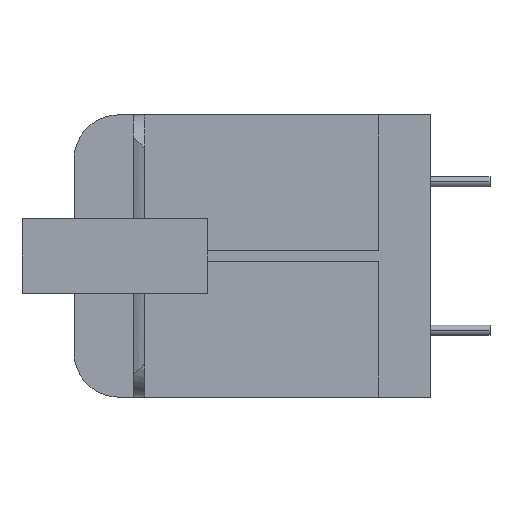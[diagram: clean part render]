
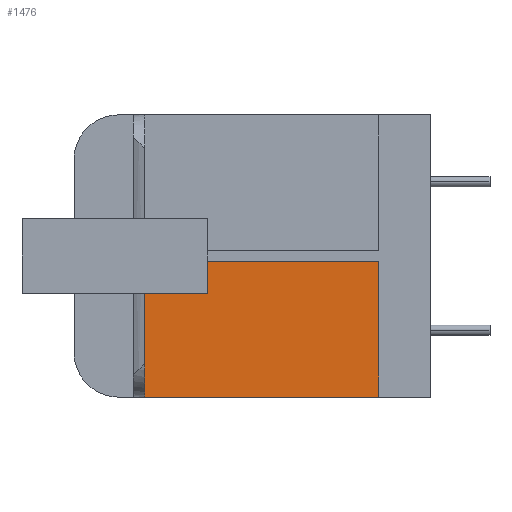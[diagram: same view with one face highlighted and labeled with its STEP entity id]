
A CAD part, left-side view. The second image highlights one B-rep face of the part: STEP entity #1476.
In plain terms, the highlighted planar face has unit normal (-1, 0, 0).
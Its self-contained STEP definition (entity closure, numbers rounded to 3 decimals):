
#200=DIRECTION('',(0.,0.,1.));
#201=VECTOR('',#200,9.15);
#202=CARTESIAN_POINT('',(-6.5,7.236,-9.5));
#203=LINE('',#202,#201);
#204=DIRECTION('',(0.,-1.,0.));
#205=VECTOR('',#204,15.736);
#206=CARTESIAN_POINT('',(-6.5,7.236,-0.35));
#207=LINE('',#206,#205);
#220=DIRECTION('',(0.,-1.,0.));
#221=VECTOR('',#220,15.736);
#222=CARTESIAN_POINT('',(-6.5,7.236,-9.5));
#223=LINE('',#222,#221);
#284=DIRECTION('',(0.,0.,1.));
#285=VECTOR('',#284,9.15);
#286=CARTESIAN_POINT('',(-6.5,-8.5,-9.5));
#287=LINE('',#286,#285);
#885=CARTESIAN_POINT('',(-6.5,-8.5,-9.5));
#887=VERTEX_POINT('',#885);
#921=CARTESIAN_POINT('',(-6.5,7.236,-0.35));
#922=CARTESIAN_POINT('',(-6.5,-8.5,-0.35));
#923=VERTEX_POINT('',#921);
#924=VERTEX_POINT('',#922);
#946=CARTESIAN_POINT('',(-6.5,7.236,-9.5));
#948=VERTEX_POINT('',#946);
#1463=CARTESIAN_POINT('',(-6.5,7.236,-9.5));
#1464=DIRECTION('',(-1.,0.,0.));
#1465=DIRECTION('',(0.,-1.,0.));
#1466=AXIS2_PLACEMENT_3D('',#1463,#1464,#1465);
#1467=PLANE('',#1466);
#1469=ORIENTED_EDGE('',*,*,#1468,.F.);
#1470=ORIENTED_EDGE('',*,*,#1438,.T.);
#1471=ORIENTED_EDGE('',*,*,#1358,.T.);
#1473=ORIENTED_EDGE('',*,*,#1472,.F.);
#1474=EDGE_LOOP('',(#1469,#1470,#1471,#1473));
#1475=FACE_OUTER_BOUND('',#1474,.F.);
#1358=EDGE_CURVE('',#923,#924,#207,.T.);
#1438=EDGE_CURVE('',#948,#923,#203,.T.);
#1468=EDGE_CURVE('',#948,#887,#223,.T.);
#1472=EDGE_CURVE('',#887,#924,#287,.T.);
#1476=ADVANCED_FACE('',(#1475),#1467,.T.);
